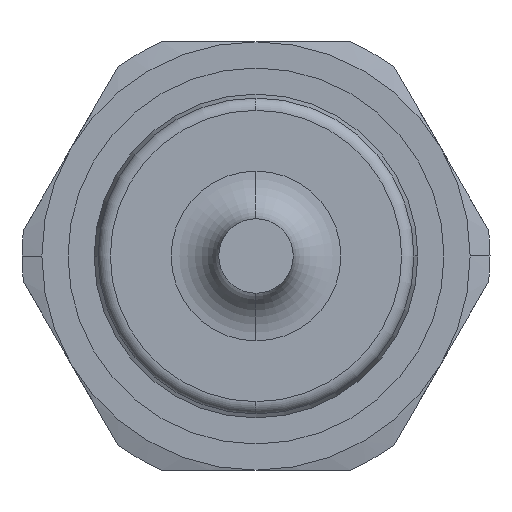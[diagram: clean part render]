
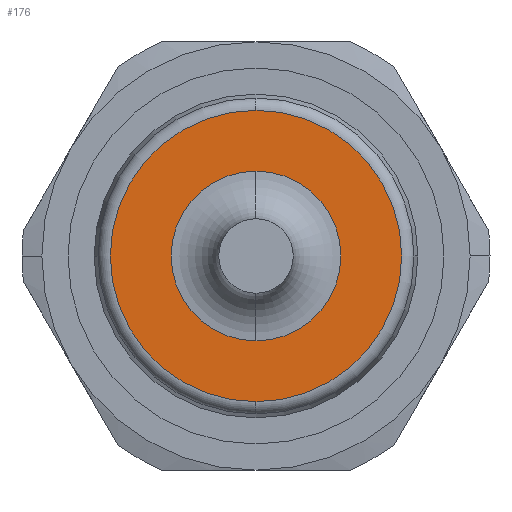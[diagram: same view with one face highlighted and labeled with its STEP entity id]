
A CAD part, left-side view. The second image highlights one B-rep face of the part: STEP entity #176.
In plain terms, the highlighted planar face has unit normal (-1, 0, 0).
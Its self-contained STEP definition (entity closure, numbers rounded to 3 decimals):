
#176 = ADVANCED_FACE( '', ( #389, #390 ), #391, .T. );
#389 = FACE_BOUND( '', #606, .T. );
#390 = FACE_OUTER_BOUND( '', #607, .T. );
#391 = PLANE( '', #608 );
#606 = EDGE_LOOP( '', ( #1389, #1390, #1391 ) );
#607 = EDGE_LOOP( '', ( #1392, #1393, #1394 ) );
#608 = AXIS2_PLACEMENT_3D( '', #1395, #1396, #1397 );
#1389 = ORIENTED_EDGE( '', *, *, #1661, .F. );
#1390 = ORIENTED_EDGE( '', *, *, #1662, .F. );
#1391 = ORIENTED_EDGE( '', *, *, #1426, .F. );
#1392 = ORIENTED_EDGE( '', *, *, #1433, .T. );
#1393 = ORIENTED_EDGE( '', *, *, #1660, .T. );
#1394 = ORIENTED_EDGE( '', *, *, #1434, .T. );
#1395 = CARTESIAN_POINT( '', ( 3.7, 7.267, 0. ) );
#1396 = DIRECTION( '', ( -1., 0., 0. ) );
#1397 = DIRECTION( '', ( 0., 1., 0. ) );
#1426 = EDGE_CURVE( '', #1675, #1677, #1678, .T. );
#1433 = EDGE_CURVE( '', #1691, #1689, #1692, .T. );
#1434 = EDGE_CURVE( '', #1683, #1691, #1693, .T. );
#1660 = EDGE_CURVE( '', #1689, #1683, #2053, .T. );
#1661 = EDGE_CURVE( '', #2054, #1675, #2055, .T. );
#1662 = EDGE_CURVE( '', #1677, #2054, #2056, .T. );
#1675 = VERTEX_POINT( '', #2071 );
#1677 = VERTEX_POINT( '', #2073 );
#1678 = CIRCLE( '', #2074, 5.35 );
#1683 = VERTEX_POINT( '', #2079 );
#1689 = VERTEX_POINT( '', #2085 );
#1691 = VERTEX_POINT( '', #2087 );
#1692 = CIRCLE( '', #2088, 9.184 );
#1693 = CIRCLE( '', #2089, 9.184 );
#2053 = CIRCLE( '', #2753, 9.184 );
#2054 = VERTEX_POINT( '', #2754 );
#2055 = CIRCLE( '', #2755, 5.35 );
#2056 = CIRCLE( '', #2756, 5.35 );
#2071 = CARTESIAN_POINT( '', ( 3.7, 0., -5.35 ) );
#2073 = CARTESIAN_POINT( '', ( 3.7, 0., 5.35 ) );
#2074 = AXIS2_PLACEMENT_3D( '', #2773, #2774, #2775 );
#2079 = CARTESIAN_POINT( '', ( 3.7, 0., 9.184 ) );
#2085 = CARTESIAN_POINT( '', ( 3.7, 0., -9.184 ) );
#2087 = CARTESIAN_POINT( '', ( 3.7, 9.184, 0. ) );
#2088 = AXIS2_PLACEMENT_3D( '', #2794, #2795, #2796 );
#2089 = AXIS2_PLACEMENT_3D( '', #2797, #2798, #2799 );
#2753 = AXIS2_PLACEMENT_3D( '', #3227, #3228, #3229 );
#2754 = CARTESIAN_POINT( '', ( 3.7, 5.35, 0. ) );
#2755 = AXIS2_PLACEMENT_3D( '', #3230, #3231, #3232 );
#2756 = AXIS2_PLACEMENT_3D( '', #3233, #3234, #3235 );
#2773 = CARTESIAN_POINT( '', ( 3.7, 0., 0. ) );
#2774 = DIRECTION( '', ( -1., 0., 0. ) );
#2775 = DIRECTION( '', ( 0., 1., 0. ) );
#2794 = CARTESIAN_POINT( '', ( 3.7, 0., 0. ) );
#2795 = DIRECTION( '', ( -1., 0., 0. ) );
#2796 = DIRECTION( '', ( 0., 1., 0. ) );
#2797 = CARTESIAN_POINT( '', ( 3.7, 0., 0. ) );
#2798 = DIRECTION( '', ( -1., 0., 0. ) );
#2799 = DIRECTION( '', ( 0., 1., 0. ) );
#3227 = CARTESIAN_POINT( '', ( 3.7, 0., 0. ) );
#3228 = DIRECTION( '', ( -1., 0., 0. ) );
#3229 = DIRECTION( '', ( 0., 1., 0. ) );
#3230 = CARTESIAN_POINT( '', ( 3.7, 0., 0. ) );
#3231 = DIRECTION( '', ( -1., 0., 0. ) );
#3232 = DIRECTION( '', ( 0., 1., 0. ) );
#3233 = CARTESIAN_POINT( '', ( 3.7, 0., 0. ) );
#3234 = DIRECTION( '', ( -1., 0., 0. ) );
#3235 = DIRECTION( '', ( 0., 1., 0. ) );
